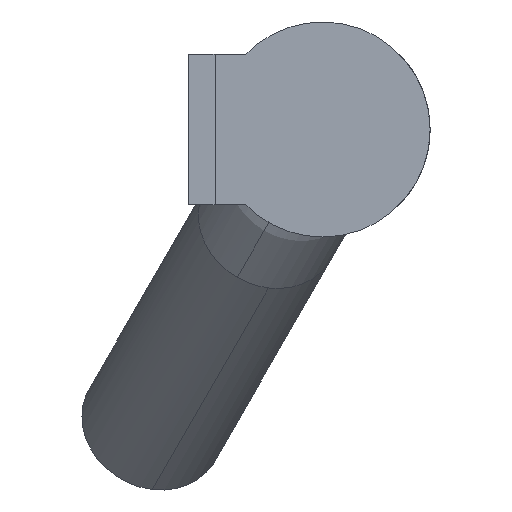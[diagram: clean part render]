
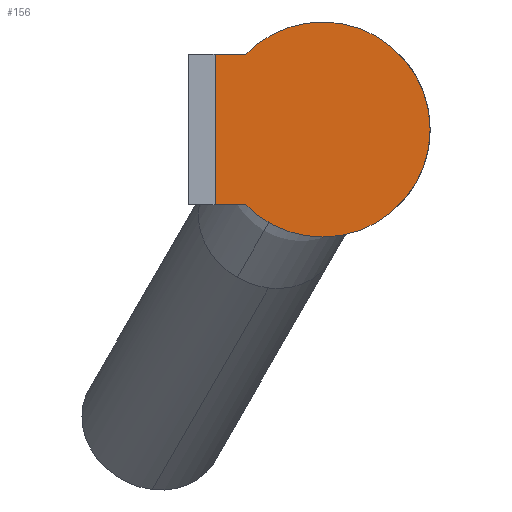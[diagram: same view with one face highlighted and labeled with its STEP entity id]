
A CAD part, left-side view. The second image highlights one B-rep face of the part: STEP entity #156.
In plain terms, the highlighted planar face has unit normal (-1, 0, 0).
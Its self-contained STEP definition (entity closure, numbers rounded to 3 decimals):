
#55 = ORIENTED_EDGE ( 'NONE', *, *, #199, .F. ) ;
#64 = ORIENTED_EDGE ( 'NONE', *, *, #151, .F. ) ;
#65 = VERTEX_POINT ( 'NONE', #523 ) ;
#68 = VERTEX_POINT ( 'NONE', #347 ) ;
#70 = EDGE_CURVE ( 'NONE', #68, #65, #468, .T. ) ;
#112 = VERTEX_POINT ( 'NONE', #597 ) ;
#137 = EDGE_CURVE ( 'NONE', #139, #174, #629, .T. ) ;
#139 = VERTEX_POINT ( 'NONE', #667 ) ;
#149 = ORIENTED_EDGE ( 'NONE', *, *, #70, .F. ) ;
#151 = EDGE_CURVE ( 'NONE', #65, #139, #744, .T. ) ;
#152 = ORIENTED_EDGE ( 'NONE', *, *, #164, .F. ) ;
#153 = ORIENTED_EDGE ( 'NONE', *, *, #160, .F. ) ;
#156 = ADVANCED_FACE ( 'NONE', ( #771 ), #785, .F. ) ;
#157 = EDGE_LOOP ( 'NONE', ( #64, #149, #152, #55, #153, #158 ) ) ;
#158 = ORIENTED_EDGE ( 'NONE', *, *, #137, .F. ) ;
#160 = EDGE_CURVE ( 'NONE', #174, #112, #735, .T. ) ;
#164 = EDGE_CURVE ( 'NONE', #203, #68, #726, .T. ) ;
#174 = VERTEX_POINT ( 'NONE', #731 ) ;
#199 = EDGE_CURVE ( 'NONE', #112, #203, #787, .T. ) ;
#203 = VERTEX_POINT ( 'NONE', #700 ) ;
#347 = CARTESIAN_POINT ( 'NONE',  ( 0., 4., -1.4 ) ) ;
#465 = DIRECTION ( 'NONE',  ( 0., 0., 1. ) ) ;
#466 = VECTOR ( 'NONE', #465, 1000. ) ;
#467 = CARTESIAN_POINT ( 'NONE',  ( 0., 4., -2. ) ) ;
#468 = LINE ( 'NONE', #467, #466 ) ;
#523 = CARTESIAN_POINT ( 'NONE',  ( 0., 4., 1.4 ) ) ;
#597 = CARTESIAN_POINT ( 'NONE',  ( 0., 2., -2. ) ) ;
#628 = AXIS2_PLACEMENT_3D ( 'NONE', #675, #665, #664 ) ;
#629 = CIRCLE ( 'NONE', #628, 2. ) ;
#664 = DIRECTION ( 'NONE',  ( 0., 0., -1. ) ) ;
#665 = DIRECTION ( 'NONE',  ( 1., 0., 0. ) ) ;
#667 = CARTESIAN_POINT ( 'NONE',  ( 0., 3.428, 1.4 ) ) ;
#675 = CARTESIAN_POINT ( 'NONE',  ( 0., 2., 0. ) ) ;
#700 = CARTESIAN_POINT ( 'NONE',  ( 0., 3.428, -1.4 ) ) ;
#705 = DIRECTION ( 'NONE',  ( 0., 0., -1. ) ) ;
#706 = DIRECTION ( 'NONE',  ( 1., 0., 0. ) ) ;
#724 = DIRECTION ( 'NONE',  ( 0., 1., 0. ) ) ;
#725 = VECTOR ( 'NONE', #724, 1000. ) ;
#726 = LINE ( 'NONE', #736, #725 ) ;
#727 = DIRECTION ( 'NONE',  ( 0., 0., -1. ) ) ;
#728 = DIRECTION ( 'NONE',  ( 1., 0., 0. ) ) ;
#731 = CARTESIAN_POINT ( 'NONE',  ( 0., 2., 2. ) ) ;
#732 = DIRECTION ( 'NONE',  ( 0., 0., -1. ) ) ;
#733 = DIRECTION ( 'NONE',  ( 1., 0., 0. ) ) ;
#734 = CARTESIAN_POINT ( 'NONE',  ( 0., 2., 0. ) ) ;
#735 = CIRCLE ( 'NONE', #748, 2. ) ;
#736 = CARTESIAN_POINT ( 'NONE',  ( 0., 4.5, -1.4 ) ) ;
#740 = CARTESIAN_POINT ( 'NONE',  ( 0., 2., 0. ) ) ;
#741 = DIRECTION ( 'NONE',  ( 0., -1., 0. ) ) ;
#742 = VECTOR ( 'NONE', #741, 1000. ) ;
#743 = AXIS2_PLACEMENT_3D ( 'NONE', #734, #733, #732 ) ;
#744 = LINE ( 'NONE', #783, #742 ) ;
#748 = AXIS2_PLACEMENT_3D ( 'NONE', #740, #728, #727 ) ;
#771 = FACE_OUTER_BOUND ( 'NONE', #157, .T. ) ;
#783 = CARTESIAN_POINT ( 'NONE',  ( 0., 4.5, 1.4 ) ) ;
#785 = PLANE ( 'NONE',  #743 ) ;
#787 = CIRCLE ( 'NONE', #805, 2. ) ;
#791 = CARTESIAN_POINT ( 'NONE',  ( 0., 2., 0. ) ) ;
#805 = AXIS2_PLACEMENT_3D ( 'NONE', #791, #706, #705 ) ;
